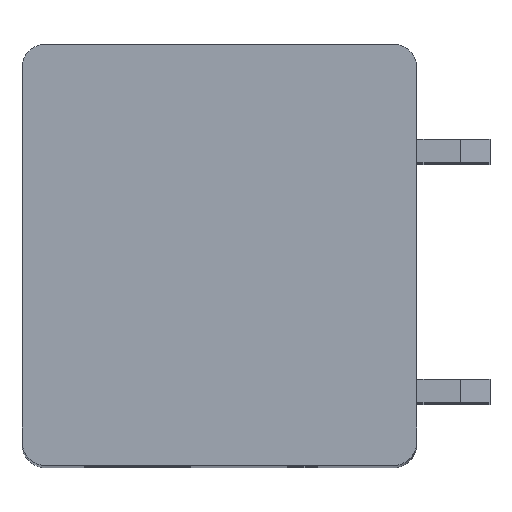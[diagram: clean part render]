
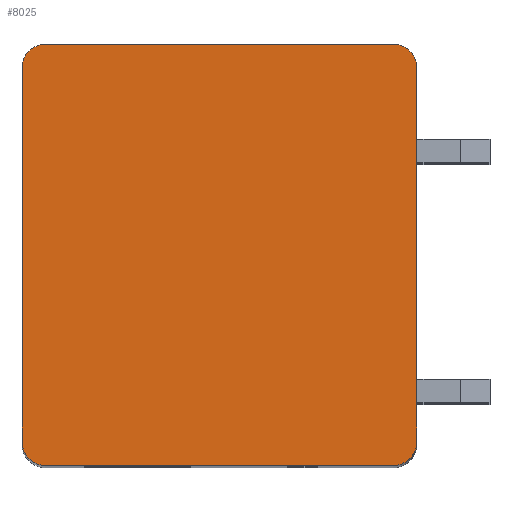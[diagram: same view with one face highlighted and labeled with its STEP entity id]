
A CAD part, top view. The second image highlights one B-rep face of the part: STEP entity #8025.
In plain terms, the highlighted planar face has unit normal (0, 0, 1).
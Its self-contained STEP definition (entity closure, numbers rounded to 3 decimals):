
#1255=CARTESIAN_POINT('',(-5.95,6.4,2.5));
#1256=DIRECTION('',(0.,0.,1.));
#1257=DIRECTION('',(0.,1.,0.));
#1258=AXIS2_PLACEMENT_3D('',#1255,#1256,#1257);
#1260=DIRECTION('',(-1.,0.,0.));
#1261=VECTOR('',#1260,11.9);
#1262=CARTESIAN_POINT('',(5.95,7.2,2.5));
#1263=LINE('',#1262,#1261);
#1264=CARTESIAN_POINT('',(5.95,6.4,2.5));
#1265=DIRECTION('',(0.,0.,1.));
#1266=DIRECTION('',(1.,0.,0.));
#1267=AXIS2_PLACEMENT_3D('',#1264,#1265,#1266);
#1269=DIRECTION('',(0.,1.,0.));
#1270=VECTOR('',#1269,12.8);
#1271=CARTESIAN_POINT('',(6.75,-6.4,2.5));
#1272=LINE('',#1271,#1270);
#1273=CARTESIAN_POINT('',(5.95,-6.4,2.5));
#1274=DIRECTION('',(0.,0.,1.));
#1275=DIRECTION('',(0.,-1.,0.));
#1276=AXIS2_PLACEMENT_3D('',#1273,#1274,#1275);
#1278=DIRECTION('',(1.,0.,0.));
#1279=VECTOR('',#1278,11.9);
#1280=CARTESIAN_POINT('',(-5.95,-7.2,2.5));
#1281=LINE('',#1280,#1279);
#1282=CARTESIAN_POINT('',(-5.95,-6.4,2.5));
#1283=DIRECTION('',(0.,0.,1.));
#1284=DIRECTION('',(-1.,0.,0.));
#1285=AXIS2_PLACEMENT_3D('',#1282,#1283,#1284);
#1287=DIRECTION('',(0.,-1.,0.));
#1288=VECTOR('',#1287,12.8);
#1289=CARTESIAN_POINT('',(-6.75,6.4,2.5));
#1290=LINE('',#1289,#1288);
#5768=CARTESIAN_POINT('',(-5.95,7.2,2.5));
#5769=VERTEX_POINT('',#5768);
#5770=CARTESIAN_POINT('',(-6.75,6.4,2.5));
#5771=VERTEX_POINT('',#5770);
#5776=CARTESIAN_POINT('',(6.75,6.4,2.5));
#5777=VERTEX_POINT('',#5776);
#5778=CARTESIAN_POINT('',(5.95,7.2,2.5));
#5779=VERTEX_POINT('',#5778);
#5784=CARTESIAN_POINT('',(-6.75,-6.4,2.5));
#5785=VERTEX_POINT('',#5784);
#5786=CARTESIAN_POINT('',(-5.95,-7.2,2.5));
#5787=VERTEX_POINT('',#5786);
#5792=CARTESIAN_POINT('',(5.95,-7.2,2.5));
#5793=VERTEX_POINT('',#5792);
#5794=CARTESIAN_POINT('',(6.75,-6.4,2.5));
#5795=VERTEX_POINT('',#5794);
#8010=CARTESIAN_POINT('',(0.,0.,2.5));
#8011=DIRECTION('',(0.,0.,1.));
#8012=DIRECTION('',(1.,0.,0.));
#8013=AXIS2_PLACEMENT_3D('',#8010,#8011,#8012);
#8014=PLANE('',#8013);
#8015=ORIENTED_EDGE('',*,*,#7258,.F.);
#8016=ORIENTED_EDGE('',*,*,#7274,.F.);
#8017=ORIENTED_EDGE('',*,*,#7503,.F.);
#8018=ORIENTED_EDGE('',*,*,#7518,.F.);
#8019=ORIENTED_EDGE('',*,*,#7711,.F.);
#8020=ORIENTED_EDGE('',*,*,#7724,.F.);
#8021=ORIENTED_EDGE('',*,*,#7991,.F.);
#8022=ORIENTED_EDGE('',*,*,#8003,.F.);
#8023=EDGE_LOOP('',(#8015,#8016,#8017,#8018,#8019,#8020,#8021,#8022));
#8024=FACE_OUTER_BOUND('',#8023,.F.);
#1259=CIRCLE('',#1258,0.8);
#1268=CIRCLE('',#1267,0.8);
#1277=CIRCLE('',#1276,0.8);
#1286=CIRCLE('',#1285,0.8);
#7258=EDGE_CURVE('',#5769,#5771,#1259,.T.);
#7274=EDGE_CURVE('',#5779,#5769,#1263,.T.);
#7503=EDGE_CURVE('',#5777,#5779,#1268,.T.);
#7518=EDGE_CURVE('',#5795,#5777,#1272,.T.);
#7711=EDGE_CURVE('',#5793,#5795,#1277,.T.);
#7724=EDGE_CURVE('',#5787,#5793,#1281,.T.);
#7991=EDGE_CURVE('',#5785,#5787,#1286,.T.);
#8003=EDGE_CURVE('',#5771,#5785,#1290,.T.);
#8025=ADVANCED_FACE('',(#8024),#8014,.T.);
